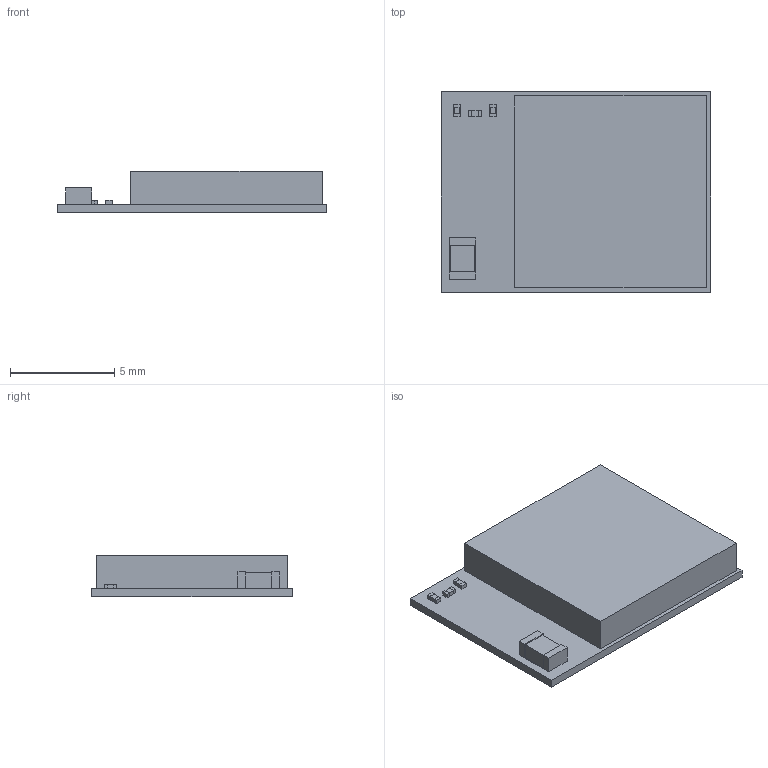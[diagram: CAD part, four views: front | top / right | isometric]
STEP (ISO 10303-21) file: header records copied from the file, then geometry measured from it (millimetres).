
FILE_DESCRIPTION(('FreeCAD Model'),'2;1');
FILE_NAME('EYSGCNZ.step' ,'2018-04-11T02:20:12',('Author'),(''), 'Open CASCADE STEP processor 6.8','FreeCAD','Unknown');
FILE_SCHEMA(('AUTOMOTIVE_DESIGN_CC2 { 1 2 10303 214 -1 1 5 4 }'));
Length unit declared in the file: millimetre
Products named in the file (1): Pocket011
Bounding box: 12.9 x 9.6 x 2 mm (x, y, z)
Volume: 186.9 mm3; surface area: 331 mm2
Topology: 1 solids, 1 shells, 87 faces, 208 edges, 128 vertices
Faces by surface type: plane 87
Entity records: 5755 total; most frequent: CARTESIAN_POINT 840, DIRECTION 800, LINE 624, VECTOR 624, ORIENTED_EDGE 416, PCURVE 416, DEFINITIONAL_REPRESENTATION 416, EDGE_CURVE 208
